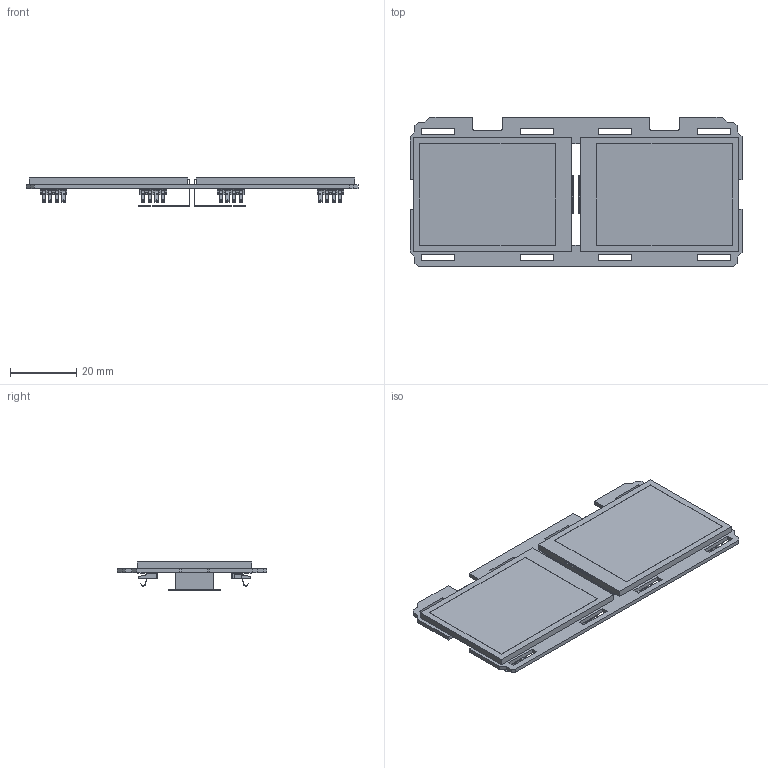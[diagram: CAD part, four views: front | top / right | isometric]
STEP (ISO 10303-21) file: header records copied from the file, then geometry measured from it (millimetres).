
FILE_DESCRIPTION(('KiCad electronic assembly'),'2;1');
FILE_NAME('PCBA-VSNX-LCDMOUNT-3D.step','2024-08-30T15:16:17',('Pcbnew'), ('Kicad'),'Open CASCADE STEP processor 7.6','KiCad to STEP converter', 'Unknown');
FILE_SCHEMA(('AUTOMOTIVE_DESIGN { 1 0 10303 214 1 1 1 1 }'));
Length unit declared in the file: millimetre
Products named in the file (6): PCBA-VSNX-LCDMOUNT-3D 1; PCBA-TEK1-DISPLAY; Open CASCADE STEP translator 7.6 1; battery_conn; battery_spring; kibot_vxeo0w_s_PCB
Assembly tree (13 placements, depth 3):
  PCBA-VSNX-LCDMOUNT-3D 1
    PCBA-TEK1-DISPLAY  x2
      Open CASCADE STEP translator 7.6 1
    battery_conn  x8
      battery_spring
    kibot_vxeo0w_s_PCB
Bounding box: 100 x 45.16 x 8.55 mm (x, y, z)
Volume: 11589.7 mm3; surface area: 19377.8 mm2
Topology: 43 solids, 43 shells, 2026 faces, 5576 edges, 3608 vertices
Faces by surface type: plane 1378, cylinder 584, bspline 64
Full cylindrical faces by diameter (mm): 1 x4, 2.2 x8
Entity records: 11870 total; most frequent: CARTESIAN_POINT 2172, ORIENTED_EDGE 2018, DIRECTION 1917, EDGE_CURVE 1009, LINE 791, VECTOR 791, VERTEX_POINT 658, AXIS2_PLACEMENT_3D 563
